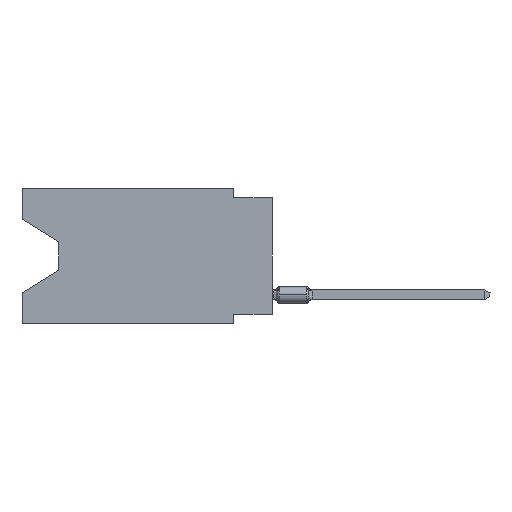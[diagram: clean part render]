
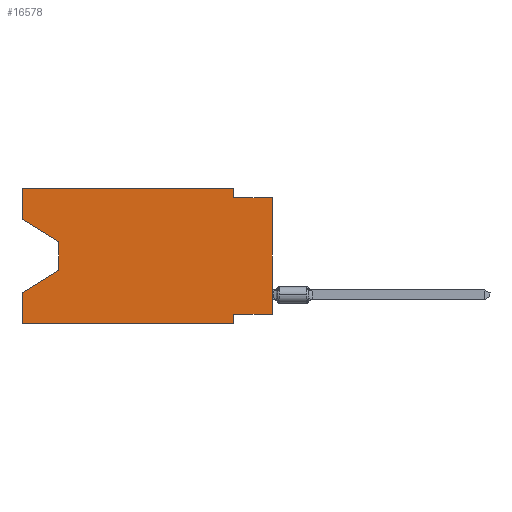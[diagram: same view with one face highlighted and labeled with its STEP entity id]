
A CAD part, left-side view. The second image highlights one B-rep face of the part: STEP entity #16578.
In plain terms, the highlighted planar face has unit normal (-1, 0, 0).
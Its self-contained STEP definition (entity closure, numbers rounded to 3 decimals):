
#802 = CARTESIAN_POINT ( 'NONE',  ( 0., 16.383, 0. ) ) ;
#1184 = LINE ( 'NONE', #20589, #5996 ) ;
#2794 = ORIENTED_EDGE ( 'NONE', *, *, #28431, .F. ) ;
#2823 = CARTESIAN_POINT ( 'NONE',  ( 0., 16.383, -2.038 ) ) ;
#5220 = VERTEX_POINT ( 'NONE', #47691 ) ;
#5996 = VECTOR ( 'NONE', #11155, 1000. ) ;
#6456 = EDGE_CURVE ( 'NONE', #22416, #55883, #50453, .T. ) ;
#6573 = ORIENTED_EDGE ( 'NONE', *, *, #58311, .F. ) ;
#6885 = VERTEX_POINT ( 'NONE', #2823 ) ;
#6889 = LINE ( 'NONE', #35096, #22139 ) ;
#7071 = VECTOR ( 'NONE', #18260, 1000. ) ;
#7586 = EDGE_CURVE ( 'NONE', #6885, #48646, #59520, .T. ) ;
#7677 = EDGE_CURVE ( 'NONE', #41626, #22312, #50464, .T. ) ;
#7902 = CARTESIAN_POINT ( 'NONE',  ( 0., 13.97, -5.385 ) ) ;
#8274 = CARTESIAN_POINT ( 'NONE',  ( 0., 13.97, -3.505 ) ) ;
#8959 = VECTOR ( 'NONE', #50154, 1000. ) ;
#9583 = VECTOR ( 'NONE', #50040, 1000. ) ;
#9634 = DIRECTION ( 'NONE',  ( 1., 0., 0. ) ) ;
#10055 = VECTOR ( 'NONE', #35781, 1000. ) ;
#11155 = DIRECTION ( 'NONE',  ( 0., 0., -1. ) ) ;
#12026 = LINE ( 'NONE', #8274, #45999 ) ;
#14194 = ORIENTED_EDGE ( 'NONE', *, *, #14236, .T. ) ;
#14236 = EDGE_CURVE ( 'NONE', #27059, #5220, #58704, .T. ) ;
#15324 = DIRECTION ( 'NONE',  ( 0., 1., 0. ) ) ;
#16322 = ORIENTED_EDGE ( 'NONE', *, *, #59438, .F. ) ;
#16578 = ADVANCED_FACE ( 'NONE', ( #53119 ), #57472, .F. ) ;
#16705 = CARTESIAN_POINT ( 'NONE',  ( 0., 16.383, -2.038 ) ) ;
#16865 = VECTOR ( 'NONE', #36426, 1000. ) ;
#18260 = DIRECTION ( 'NONE',  ( 0., -1., 0. ) ) ;
#18761 = CARTESIAN_POINT ( 'NONE',  ( 0., 16.383, 0. ) ) ;
#20386 = CARTESIAN_POINT ( 'NONE',  ( 0., 16.383, -6.852 ) ) ;
#20589 = CARTESIAN_POINT ( 'NONE',  ( 0., 2.54, -8.89 ) ) ;
#20888 = EDGE_CURVE ( 'NONE', #47999, #41626, #6889, .T. ) ;
#21247 = DIRECTION ( 'NONE',  ( 0., -1., 0. ) ) ;
#21286 = LINE ( 'NONE', #58123, #41262 ) ;
#22062 = CARTESIAN_POINT ( 'NONE',  ( 0., 16.383, 0. ) ) ;
#22139 = VECTOR ( 'NONE', #30112, 1000. ) ;
#22312 = VERTEX_POINT ( 'NONE', #59902 ) ;
#22416 = VERTEX_POINT ( 'NONE', #57351 ) ;
#23166 = ORIENTED_EDGE ( 'NONE', *, *, #24222, .F. ) ;
#24222 = EDGE_CURVE ( 'NONE', #6885, #45060, #49716, .T. ) ;
#25958 = VECTOR ( 'NONE', #21247, 1000. ) ;
#26531 = CARTESIAN_POINT ( 'NONE',  ( 0., 16.383, -8.89 ) ) ;
#26861 = ORIENTED_EDGE ( 'NONE', *, *, #39587, .F. ) ;
#27059 = VERTEX_POINT ( 'NONE', #32393 ) ;
#28431 = EDGE_CURVE ( 'NONE', #27059, #55883, #41813, .T. ) ;
#28711 = VECTOR ( 'NONE', #42721, 1000. ) ;
#29637 = ORIENTED_EDGE ( 'NONE', *, *, #7586, .T. ) ;
#30112 = DIRECTION ( 'NONE',  ( 0., 0., -1. ) ) ;
#32393 = CARTESIAN_POINT ( 'NONE',  ( 0., 16.383, -8.89 ) ) ;
#35096 = CARTESIAN_POINT ( 'NONE',  ( 0., 2.54, 0. ) ) ;
#35245 = LINE ( 'NONE', #44899, #60526 ) ;
#35537 = VERTEX_POINT ( 'NONE', #45504 ) ;
#35634 = EDGE_CURVE ( 'NONE', #48646, #22416, #12026, .T. ) ;
#35781 = DIRECTION ( 'NONE',  ( 0., -0.855, -0.519 ) ) ;
#36426 = DIRECTION ( 'NONE',  ( 0., -1., 0. ) ) ;
#37326 = EDGE_CURVE ( 'NONE', #35537, #22312, #35245, .T. ) ;
#38135 = ORIENTED_EDGE ( 'NONE', *, *, #6456, .T. ) ;
#39079 = VERTEX_POINT ( 'NONE', #47462 ) ;
#39587 = EDGE_CURVE ( 'NONE', #35537, #39079, #21286, .T. ) ;
#40240 = DIRECTION ( 'NONE',  ( 0., 0., 1. ) ) ;
#40337 = AXIS2_PLACEMENT_3D ( 'NONE', #18761, #9634, #47808 ) ;
#40749 = CARTESIAN_POINT ( 'NONE',  ( 0., 2.54, -0.635 ) ) ;
#41262 = VECTOR ( 'NONE', #15324, 1000. ) ;
#41626 = VERTEX_POINT ( 'NONE', #40749 ) ;
#41813 = LINE ( 'NONE', #802, #28711 ) ;
#42077 = EDGE_LOOP ( 'NONE', ( #29637, #60117, #38135, #2794, #14194, #16322, #26861, #52573, #61175, #42259, #6573, #23166 ) ) ;
#42259 = ORIENTED_EDGE ( 'NONE', *, *, #20888, .F. ) ;
#42651 = DIRECTION ( 'NONE',  ( 0., 0., -1. ) ) ;
#42721 = DIRECTION ( 'NONE',  ( 0., 0., 1. ) ) ;
#44899 = CARTESIAN_POINT ( 'NONE',  ( 0., 0., 0. ) ) ;
#45060 = VERTEX_POINT ( 'NONE', #57786 ) ;
#45504 = CARTESIAN_POINT ( 'NONE',  ( 0., 0., -8.255 ) ) ;
#45999 = VECTOR ( 'NONE', #42651, 1000. ) ;
#46024 = CARTESIAN_POINT ( 'NONE',  ( 0., 2.54, 0. ) ) ;
#47462 = CARTESIAN_POINT ( 'NONE',  ( 0., 2.54, -8.255 ) ) ;
#47691 = CARTESIAN_POINT ( 'NONE',  ( 0., 2.54, -8.89 ) ) ;
#47808 = DIRECTION ( 'NONE',  ( 0., 0., -1. ) ) ;
#47999 = VERTEX_POINT ( 'NONE', #46024 ) ;
#48646 = VERTEX_POINT ( 'NONE', #52603 ) ;
#49716 = LINE ( 'NONE', #59392, #9583 ) ;
#50040 = DIRECTION ( 'NONE',  ( 0., 0., 1. ) ) ;
#50154 = DIRECTION ( 'NONE',  ( 0., 0.855, -0.519 ) ) ;
#50453 = LINE ( 'NONE', #7902, #8959 ) ;
#50464 = LINE ( 'NONE', #61052, #7071 ) ;
#51107 = LINE ( 'NONE', #22062, #16865 ) ;
#52573 = ORIENTED_EDGE ( 'NONE', *, *, #37326, .T. ) ;
#52603 = CARTESIAN_POINT ( 'NONE',  ( 0., 13.97, -3.505 ) ) ;
#53119 = FACE_OUTER_BOUND ( 'NONE', #42077, .T. ) ;
#55883 = VERTEX_POINT ( 'NONE', #20386 ) ;
#57351 = CARTESIAN_POINT ( 'NONE',  ( 0., 13.97, -5.385 ) ) ;
#57472 = PLANE ( 'NONE',  #40337 ) ;
#57786 = CARTESIAN_POINT ( 'NONE',  ( 0., 16.383, 0. ) ) ;
#58123 = CARTESIAN_POINT ( 'NONE',  ( 0., 0., -8.255 ) ) ;
#58311 = EDGE_CURVE ( 'NONE', #45060, #47999, #51107, .T. ) ;
#58704 = LINE ( 'NONE', #26531, #25958 ) ;
#59392 = CARTESIAN_POINT ( 'NONE',  ( 0., 16.383, 0. ) ) ;
#59438 = EDGE_CURVE ( 'NONE', #39079, #5220, #1184, .T. ) ;
#59520 = LINE ( 'NONE', #16705, #10055 ) ;
#59902 = CARTESIAN_POINT ( 'NONE',  ( 0., 0., -0.635 ) ) ;
#60117 = ORIENTED_EDGE ( 'NONE', *, *, #35634, .T. ) ;
#60526 = VECTOR ( 'NONE', #40240, 1000. ) ;
#61052 = CARTESIAN_POINT ( 'NONE',  ( 0., 0., -0.635 ) ) ;
#61175 = ORIENTED_EDGE ( 'NONE', *, *, #7677, .F. ) ;
